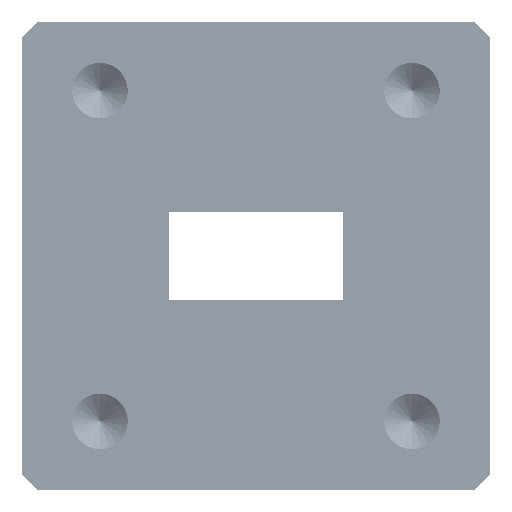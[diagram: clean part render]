
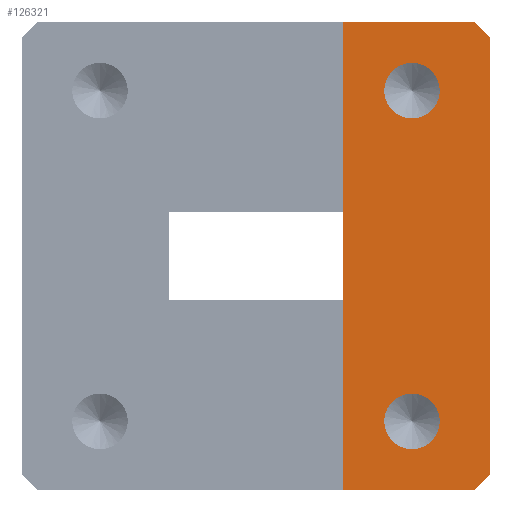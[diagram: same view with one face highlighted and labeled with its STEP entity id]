
A CAD part, left-side view. The second image highlights one B-rep face of the part: STEP entity #126321.
In plain terms, the highlighted planar face has unit normal (-1, 0, 0).
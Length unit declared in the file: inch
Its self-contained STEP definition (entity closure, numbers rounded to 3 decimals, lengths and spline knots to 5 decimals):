
#418 = CARTESIAN_POINT ( 'NONE',  ( -1.8, 0.235, -0.375 ) ) ;
#1221 = EDGE_LOOP ( 'NONE', ( #31753, #29166, #60477, #60584, #68292, #10272 ) ) ;
#1244 = EDGE_CURVE ( 'NONE', #108898, #5095, #31399, .T. ) ;
#1893 = CARTESIAN_POINT ( 'NONE',  ( -1.8, 0.125, -0.265 ) ) ;
#2250 = CARTESIAN_POINT ( 'NONE',  ( -1.8, 0., 0.35 ) ) ;
#3627 = FACE_OUTER_BOUND ( 'NONE', #1221, .T. ) ;
#5095 = VERTEX_POINT ( 'NONE', #72188 ) ;
#5819 = LINE ( 'NONE', #113223, #34612 ) ;
#10272 = ORIENTED_EDGE ( 'NONE', *, *, #42654, .F. ) ;
#11439 = DIRECTION ( 'NONE',  ( 0., -1., 0. ) ) ;
#12672 = CARTESIAN_POINT ( 'NONE',  ( -1.8, 0.235, -0.375 ) ) ;
#13351 = VECTOR ( 'NONE', #41620, 39.37008 ) ;
#22979 = VERTEX_POINT ( 'NONE', #86221 ) ;
#22985 = CIRCLE ( 'NONE', #118617, 0.0445 ) ;
#28214 = LINE ( 'NONE', #83906, #89136 ) ;
#29166 = ORIENTED_EDGE ( 'NONE', *, *, #122266, .T. ) ;
#29465 = CARTESIAN_POINT ( 'NONE',  ( -1.8, 0., -0.35 ) ) ;
#29703 = VERTEX_POINT ( 'NONE', #111162 ) ;
#31026 = EDGE_CURVE ( 'NONE', #93365, #49224, #93379, .T. ) ;
#31399 = LINE ( 'NONE', #72763, #34589 ) ;
#31753 = ORIENTED_EDGE ( 'NONE', *, *, #1244, .F. ) ;
#34068 = FACE_BOUND ( 'NONE', #102183, .T. ) ;
#34589 = VECTOR ( 'NONE', #42319, 39.37008 ) ;
#34612 = VECTOR ( 'NONE', #113656, 39.37008 ) ;
#36038 = AXIS2_PLACEMENT_3D ( 'NONE', #83452, #114284, #42681 ) ;
#38381 = ORIENTED_EDGE ( 'NONE', *, *, #53801, .F. ) ;
#41620 = DIRECTION ( 'NONE',  ( 0., 0., 1. ) ) ;
#42319 = DIRECTION ( 'NONE',  ( 0., 0.707, -0.707 ) ) ;
#42645 = EDGE_CURVE ( 'NONE', #97876, #43251, #62492, .T. ) ;
#42654 = EDGE_CURVE ( 'NONE', #5095, #93365, #107350, .T. ) ;
#42681 = DIRECTION ( 'NONE',  ( 0., 0., 1. ) ) ;
#43251 = VERTEX_POINT ( 'NONE', #113758 ) ;
#44284 = DIRECTION ( 'NONE',  ( 0., 0., 1. ) ) ;
#49224 = VERTEX_POINT ( 'NONE', #81852 ) ;
#51447 = CARTESIAN_POINT ( 'NONE',  ( -1.8, 0.125, 0.265 ) ) ;
#52325 = DIRECTION ( 'NONE',  ( -1., 0., 0. ) ) ;
#53801 = EDGE_CURVE ( 'NONE', #43251, #97876, #22985, .T. ) ;
#58828 = VERTEX_POINT ( 'NONE', #123874 ) ;
#60400 = ORIENTED_EDGE ( 'NONE', *, *, #130481, .F. ) ;
#60477 = ORIENTED_EDGE ( 'NONE', *, *, #89573, .F. ) ;
#60584 = ORIENTED_EDGE ( 'NONE', *, *, #60975, .F. ) ;
#60975 = EDGE_CURVE ( 'NONE', #49224, #58828, #128969, .T. ) ;
#62492 = CIRCLE ( 'NONE', #36038, 0.0445 ) ;
#63072 = CARTESIAN_POINT ( 'NONE',  ( -1.8, 0.235, -0.375 ) ) ;
#64505 = FACE_BOUND ( 'NONE', #73350, .T. ) ;
#64567 = PLANE ( 'NONE',  #105726 ) ;
#68292 = ORIENTED_EDGE ( 'NONE', *, *, #31026, .F. ) ;
#72188 = CARTESIAN_POINT ( 'NONE',  ( -1.8, 0.025, -0.375 ) ) ;
#72763 = CARTESIAN_POINT ( 'NONE',  ( -1.8, 0., -0.35 ) ) ;
#72949 = EDGE_CURVE ( 'NONE', #29703, #22979, #91758, .T. ) ;
#73089 = DIRECTION ( 'NONE',  ( 0., 0., 1. ) ) ;
#73115 = DIRECTION ( 'NONE',  ( 0., 1., 0. ) ) ;
#73350 = EDGE_LOOP ( 'NONE', ( #60400, #96859 ) ) ;
#78786 = VERTEX_POINT ( 'NONE', #2250 ) ;
#79782 = ORIENTED_EDGE ( 'NONE', *, *, #42645, .F. ) ;
#81852 = CARTESIAN_POINT ( 'NONE',  ( -1.8, 0.235, 0.375 ) ) ;
#83118 = CARTESIAN_POINT ( 'NONE',  ( -1.8, 0.235, 0.375 ) ) ;
#83452 = CARTESIAN_POINT ( 'NONE',  ( -1.8, 0.125, 0.265 ) ) ;
#83906 = CARTESIAN_POINT ( 'NONE',  ( -1.8, 0.025, 0.375 ) ) ;
#85930 = DIRECTION ( 'NONE',  ( -1., 0., 0. ) ) ;
#86100 = DIRECTION ( 'NONE',  ( 1., 0., 0. ) ) ;
#86221 = CARTESIAN_POINT ( 'NONE',  ( -1.8, 0.125, -0.2205 ) ) ;
#89136 = VECTOR ( 'NONE', #95898, 39.37008 ) ;
#89573 = EDGE_CURVE ( 'NONE', #58828, #78786, #28214, .T. ) ;
#91758 = CIRCLE ( 'NONE', #113966, 0.0445 ) ;
#93365 = VERTEX_POINT ( 'NONE', #63072 ) ;
#93379 = LINE ( 'NONE', #418, #13351 ) ;
#94589 = DIRECTION ( 'NONE',  ( 0., 0., -1. ) ) ;
#95761 = CARTESIAN_POINT ( 'NONE',  ( -1.8, 0.125, -0.265 ) ) ;
#95898 = DIRECTION ( 'NONE',  ( 0., -0.707, -0.707 ) ) ;
#96859 = ORIENTED_EDGE ( 'NONE', *, *, #72949, .F. ) ;
#97025 = VECTOR ( 'NONE', #11439, 39.37008 ) ;
#97876 = VERTEX_POINT ( 'NONE', #101254 ) ;
#101254 = CARTESIAN_POINT ( 'NONE',  ( -1.8, 0.125, 0.3095 ) ) ;
#101859 = CIRCLE ( 'NONE', #124657, 0.0445 ) ;
#102183 = EDGE_LOOP ( 'NONE', ( #79782, #38381 ) ) ;
#102504 = DIRECTION ( 'NONE',  ( 0., 0., 1. ) ) ;
#104440 = CARTESIAN_POINT ( 'NONE',  ( -1.8, 0.235, -0.375 ) ) ;
#105726 = AXIS2_PLACEMENT_3D ( 'NONE', #12672, #86100, #94589 ) ;
#107350 = LINE ( 'NONE', #104440, #123363 ) ;
#108898 = VERTEX_POINT ( 'NONE', #29465 ) ;
#111162 = CARTESIAN_POINT ( 'NONE',  ( -1.8, 0.125, -0.3095 ) ) ;
#113223 = CARTESIAN_POINT ( 'NONE',  ( -1.8, 0., 0. ) ) ;
#113656 = DIRECTION ( 'NONE',  ( 0., 0., 1. ) ) ;
#113758 = CARTESIAN_POINT ( 'NONE',  ( -1.8, 0.125, 0.2205 ) ) ;
#113966 = AXIS2_PLACEMENT_3D ( 'NONE', #1893, #125383, #73089 ) ;
#114284 = DIRECTION ( 'NONE',  ( -1., 0., 0. ) ) ;
#118617 = AXIS2_PLACEMENT_3D ( 'NONE', #51447, #52325, #102504 ) ;
#122266 = EDGE_CURVE ( 'NONE', #108898, #78786, #5819, .T. ) ;
#123363 = VECTOR ( 'NONE', #73115, 39.37008 ) ;
#123874 = CARTESIAN_POINT ( 'NONE',  ( -1.8, 0.025, 0.375 ) ) ;
#124657 = AXIS2_PLACEMENT_3D ( 'NONE', #95761, #85930, #44284 ) ;
#125383 = DIRECTION ( 'NONE',  ( -1., 0., 0. ) ) ;
#126321 = ADVANCED_FACE ( 'NONE', ( #3627, #34068, #64505 ), #64567, .F. ) ;
#128969 = LINE ( 'NONE', #83118, #97025 ) ;
#130481 = EDGE_CURVE ( 'NONE', #22979, #29703, #101859, .T. ) ;
